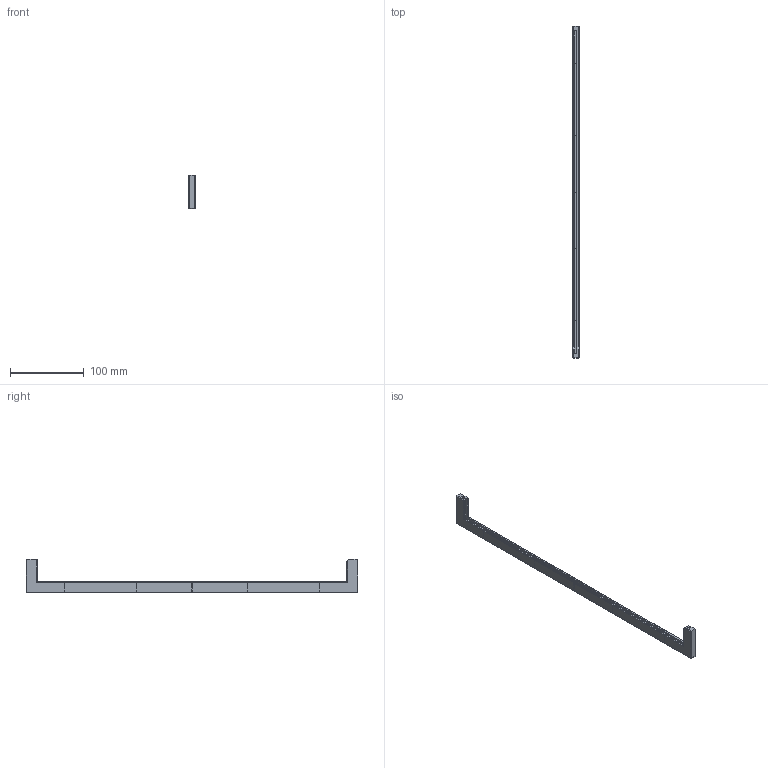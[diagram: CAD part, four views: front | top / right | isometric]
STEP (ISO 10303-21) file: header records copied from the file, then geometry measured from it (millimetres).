
FILE_DESCRIPTION(/* description */ (''),/* implementation_level */ '2;1');
FILE_NAME(/* name */ 'Voron_Panel_Trim_350mm v5.step',/* time_stamp */ '2022-06-22T21:32:52-04:00',/* author */ (''),/* organization */ (''),/* preprocessor_version */ 'ST-DEVELOPER v19',/* originating_system */ 'Autodesk Translation Framework v11.7.0.108',/* authorisation */ '');
FILE_SCHEMA (('AUTOMOTIVE_DESIGN { 1 0 10303 214 3 1 1 }'));
Length unit declared in the file: millimetre
Products named in the file (5): Voron_Panel_Trim_350mm; Straight_Section; Angle_Section; Straight_Section_Long; Angle_Section(Mirror)
Assembly tree (4 placements, depth 2):
  Voron_Panel_Trim_350mm
    Straight_Section
    Angle_Section
    Straight_Section_Long
    Angle_Section(Mirror)
Bounding box: 8.73 x 450.05 x 46.04 mm (x, y, z)
Volume: 108482.4 mm3; surface area: 64346.5 mm2
Topology: 4 solids, 4 shells, 110 faces, 262 edges, 160 vertices
Faces by surface type: plane 110
Entity records: 3203 total; most frequent: CARTESIAN_POINT 541, ORIENTED_EDGE 524, DIRECTION 500, LINE 262, VECTOR 262, EDGE_CURVE 262, VERTEX_POINT 160, AXIS2_PLACEMENT_3D 119
